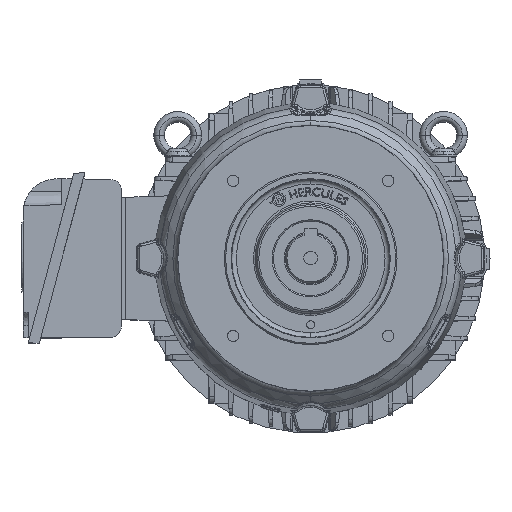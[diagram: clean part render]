
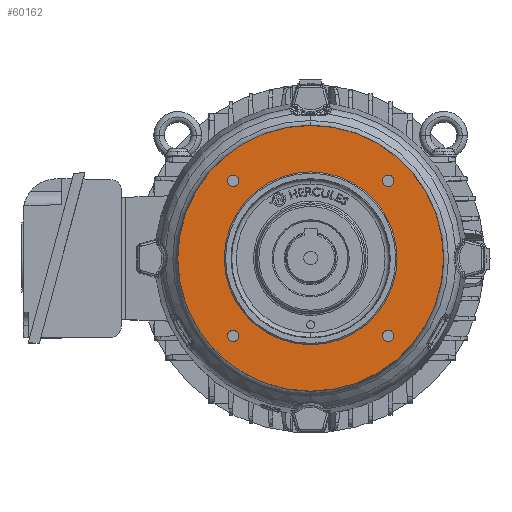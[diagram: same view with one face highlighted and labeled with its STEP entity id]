
A CAD part, top view. The second image highlights one B-rep face of the part: STEP entity #60162.
In plain terms, the highlighted planar face has unit normal (0, 0, 1).
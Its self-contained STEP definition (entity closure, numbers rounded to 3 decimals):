
#1652 = FACE_BOUND ( 'NONE', #78612, .T. ) ;
#1859 = VERTEX_POINT ( 'NONE', #21456 ) ;
#2357 = CARTESIAN_POINT ( 'NONE',  ( -65., 0., 62.5 ) ) ;
#3714 = ORIENTED_EDGE ( 'NONE', *, *, #22975, .F. ) ;
#3914 = CARTESIAN_POINT ( 'NONE',  ( 65., 0., 62.5 ) ) ;
#4998 = AXIS2_PLACEMENT_3D ( 'NONE', #60769, #9295, #22628 ) ;
#5900 = EDGE_CURVE ( 'NONE', #9736, #57674, #32193, .T. ) ;
#6397 = CARTESIAN_POINT ( 'NONE',  ( -54.086, -58.336, 62.5 ) ) ;
#6712 = AXIS2_PLACEMENT_3D ( 'NONE', #72501, #53146, #47148 ) ;
#6946 = EDGE_CURVE ( 'NONE', #80183, #11229, #77571, .T. ) ;
#7597 = CARTESIAN_POINT ( 'NONE',  ( 58.336, -58.336, 62.5 ) ) ;
#7675 = ORIENTED_EDGE ( 'NONE', *, *, #14646, .F. ) ;
#7792 = AXIS2_PLACEMENT_3D ( 'NONE', #43913, #70088, #50768 ) ;
#8311 = CARTESIAN_POINT ( 'NONE',  ( -58.336, -58.336, 62.5 ) ) ;
#8437 = DIRECTION ( 'NONE',  ( 1., 0., 0. ) ) ;
#9295 = DIRECTION ( 'NONE',  ( 0., 0., 1. ) ) ;
#9523 = DIRECTION ( 'NONE',  ( 1., 0., 0. ) ) ;
#9736 = VERTEX_POINT ( 'NONE', #2357 ) ;
#10856 = EDGE_CURVE ( 'NONE', #83219, #28194, #70515, .T. ) ;
#11229 = VERTEX_POINT ( 'NONE', #84259 ) ;
#11345 = CARTESIAN_POINT ( 'NONE',  ( 54.086, 58.336, 62.5 ) ) ;
#12220 = CARTESIAN_POINT ( 'NONE',  ( 62.586, 58.336, 62.5 ) ) ;
#13481 = CARTESIAN_POINT ( 'NONE',  ( 0., 99.97, 62.5 ) ) ;
#14646 = EDGE_CURVE ( 'NONE', #28194, #83219, #41263, .T. ) ;
#14978 = PLANE ( 'NONE',  #6712 ) ;
#14984 = AXIS2_PLACEMENT_3D ( 'NONE', #58126, #38427, #57284 ) ;
#15027 = CIRCLE ( 'NONE', #47876, 99.97 ) ;
#17064 = AXIS2_PLACEMENT_3D ( 'NONE', #26411, #32361, #65387 ) ;
#18851 = DIRECTION ( 'NONE',  ( 0., 0., 1. ) ) ;
#19699 = CARTESIAN_POINT ( 'NONE',  ( -58.336, 58.336, 62.5 ) ) ;
#20307 = CARTESIAN_POINT ( 'NONE',  ( 0., 0., 62.5 ) ) ;
#21135 = DIRECTION ( 'NONE',  ( -1., 0., 0. ) ) ;
#21230 = DIRECTION ( 'NONE',  ( 1., 0., 0. ) ) ;
#21456 = CARTESIAN_POINT ( 'NONE',  ( -62.586, -58.336, 62.5 ) ) ;
#22628 = DIRECTION ( 'NONE',  ( 1., 0., 0. ) ) ;
#22642 = EDGE_CURVE ( 'NONE', #61889, #1859, #56099, .T. ) ;
#22710 = CARTESIAN_POINT ( 'NONE',  ( 0., -99.97, 62.5 ) ) ;
#22975 = EDGE_CURVE ( 'NONE', #60282, #46724, #15027, .T. ) ;
#23177 = AXIS2_PLACEMENT_3D ( 'NONE', #65852, #33257, #59418 ) ;
#26411 = CARTESIAN_POINT ( 'NONE',  ( 58.336, -58.336, 62.5 ) ) ;
#28194 = VERTEX_POINT ( 'NONE', #35039 ) ;
#29239 = EDGE_LOOP ( 'NONE', ( #35539, #33529 ) ) ;
#30128 = CARTESIAN_POINT ( 'NONE',  ( -58.336, 58.336, 62.5 ) ) ;
#32137 = EDGE_LOOP ( 'NONE', ( #59052, #7675 ) ) ;
#32193 = CIRCLE ( 'NONE', #55503, 65. ) ;
#32361 = DIRECTION ( 'NONE',  ( 0., 0., 1. ) ) ;
#32579 = FACE_OUTER_BOUND ( 'NONE', #46284, .T. ) ;
#33257 = DIRECTION ( 'NONE',  ( 0., 0., 1. ) ) ;
#33272 = DIRECTION ( 'NONE',  ( 1., 0., 0. ) ) ;
#33529 = ORIENTED_EDGE ( 'NONE', *, *, #58187, .F. ) ;
#34082 = DIRECTION ( 'NONE',  ( 0., 0., 1. ) ) ;
#35039 = CARTESIAN_POINT ( 'NONE',  ( 54.086, -58.336, 62.5 ) ) ;
#35539 = ORIENTED_EDGE ( 'NONE', *, *, #22642, .F. ) ;
#36450 = AXIS2_PLACEMENT_3D ( 'NONE', #19699, #18851, #77648 ) ;
#37120 = EDGE_LOOP ( 'NONE', ( #83113, #53753 ) ) ;
#38427 = DIRECTION ( 'NONE',  ( 0., 0., -1. ) ) ;
#40371 = ORIENTED_EDGE ( 'NONE', *, *, #53858, .F. ) ;
#40717 = FACE_BOUND ( 'NONE', #29239, .T. ) ;
#41263 = CIRCLE ( 'NONE', #59076, 4.25 ) ;
#43465 = EDGE_CURVE ( 'NONE', #59384, #58301, #72139, .T. ) ;
#43913 = CARTESIAN_POINT ( 'NONE',  ( 58.336, 58.336, 62.5 ) ) ;
#46025 = DIRECTION ( 'NONE',  ( 0., 0., -1. ) ) ;
#46284 = EDGE_LOOP ( 'NONE', ( #3714, #56530 ) ) ;
#46724 = VERTEX_POINT ( 'NONE', #13481 ) ;
#47148 = DIRECTION ( 'NONE',  ( -1., 0., 0. ) ) ;
#47876 = AXIS2_PLACEMENT_3D ( 'NONE', #20307, #46025, #21135 ) ;
#48142 = CIRCLE ( 'NONE', #56356, 65. ) ;
#49666 = CARTESIAN_POINT ( 'NONE',  ( 62.586, -58.336, 62.5 ) ) ;
#50399 = ORIENTED_EDGE ( 'NONE', *, *, #75247, .F. ) ;
#50768 = DIRECTION ( 'NONE',  ( 1., 0., 0. ) ) ;
#51932 = CIRCLE ( 'NONE', #14984, 99.97 ) ;
#52506 = CARTESIAN_POINT ( 'NONE',  ( -62.586, 58.336, 62.5 ) ) ;
#53146 = DIRECTION ( 'NONE',  ( 0., 0., -1. ) ) ;
#53753 = ORIENTED_EDGE ( 'NONE', *, *, #5900, .F. ) ;
#53858 = EDGE_CURVE ( 'NONE', #11229, #80183, #66568, .T. ) ;
#55503 = AXIS2_PLACEMENT_3D ( 'NONE', #84427, #59863, #33272 ) ;
#55576 = ORIENTED_EDGE ( 'NONE', *, *, #43465, .F. ) ;
#55605 = CARTESIAN_POINT ( 'NONE',  ( 0., 0., 62.5 ) ) ;
#56099 = CIRCLE ( 'NONE', #62964, 4.25 ) ;
#56356 = AXIS2_PLACEMENT_3D ( 'NONE', #55605, #67212, #8437 ) ;
#56530 = ORIENTED_EDGE ( 'NONE', *, *, #84659, .F. ) ;
#57284 = DIRECTION ( 'NONE',  ( -1., 0., 0. ) ) ;
#57674 = VERTEX_POINT ( 'NONE', #3914 ) ;
#58126 = CARTESIAN_POINT ( 'NONE',  ( 0., 0., 62.5 ) ) ;
#58187 = EDGE_CURVE ( 'NONE', #1859, #61889, #60110, .T. ) ;
#58301 = VERTEX_POINT ( 'NONE', #11345 ) ;
#58809 = EDGE_LOOP ( 'NONE', ( #55576, #50399 ) ) ;
#59052 = ORIENTED_EDGE ( 'NONE', *, *, #10856, .F. ) ;
#59076 = AXIS2_PLACEMENT_3D ( 'NONE', #7597, #81312, #59083 ) ;
#59083 = DIRECTION ( 'NONE',  ( 1., 0., 0. ) ) ;
#59384 = VERTEX_POINT ( 'NONE', #12220 ) ;
#59418 = DIRECTION ( 'NONE',  ( 1., 0., 0. ) ) ;
#59688 = AXIS2_PLACEMENT_3D ( 'NONE', #30128, #67875, #9523 ) ;
#59863 = DIRECTION ( 'NONE',  ( 0., 0., 1. ) ) ;
#60110 = CIRCLE ( 'NONE', #23177, 4.25 ) ;
#60162 = ADVANCED_FACE ( 'NONE', ( #80234, #1652, #40717, #79806, #67284, #32579 ), #14978, .F. ) ;
#60282 = VERTEX_POINT ( 'NONE', #22710 ) ;
#60769 = CARTESIAN_POINT ( 'NONE',  ( 58.336, 58.336, 62.5 ) ) ;
#61889 = VERTEX_POINT ( 'NONE', #6397 ) ;
#62964 = AXIS2_PLACEMENT_3D ( 'NONE', #8311, #34082, #21230 ) ;
#65387 = DIRECTION ( 'NONE',  ( 1., 0., 0. ) ) ;
#65852 = CARTESIAN_POINT ( 'NONE',  ( -58.336, -58.336, 62.5 ) ) ;
#65881 = EDGE_CURVE ( 'NONE', #57674, #9736, #48142, .T. ) ;
#66568 = CIRCLE ( 'NONE', #36450, 4.25 ) ;
#67212 = DIRECTION ( 'NONE',  ( 0., 0., 1. ) ) ;
#67284 = FACE_BOUND ( 'NONE', #37120, .T. ) ;
#67875 = DIRECTION ( 'NONE',  ( 0., 0., 1. ) ) ;
#69408 = CIRCLE ( 'NONE', #7792, 4.25 ) ;
#70088 = DIRECTION ( 'NONE',  ( 0., 0., 1. ) ) ;
#70515 = CIRCLE ( 'NONE', #17064, 4.25 ) ;
#72139 = CIRCLE ( 'NONE', #4998, 4.25 ) ;
#72501 = CARTESIAN_POINT ( 'NONE',  ( 0., 0., 62.5 ) ) ;
#75247 = EDGE_CURVE ( 'NONE', #58301, #59384, #69408, .T. ) ;
#77571 = CIRCLE ( 'NONE', #59688, 4.25 ) ;
#77648 = DIRECTION ( 'NONE',  ( 1., 0., 0. ) ) ;
#78612 = EDGE_LOOP ( 'NONE', ( #40371, #78945 ) ) ;
#78945 = ORIENTED_EDGE ( 'NONE', *, *, #6946, .F. ) ;
#79806 = FACE_BOUND ( 'NONE', #32137, .T. ) ;
#80183 = VERTEX_POINT ( 'NONE', #52506 ) ;
#80234 = FACE_BOUND ( 'NONE', #58809, .T. ) ;
#81312 = DIRECTION ( 'NONE',  ( 0., 0., 1. ) ) ;
#83113 = ORIENTED_EDGE ( 'NONE', *, *, #65881, .F. ) ;
#83219 = VERTEX_POINT ( 'NONE', #49666 ) ;
#84259 = CARTESIAN_POINT ( 'NONE',  ( -54.086, 58.336, 62.5 ) ) ;
#84427 = CARTESIAN_POINT ( 'NONE',  ( 0., 0., 62.5 ) ) ;
#84659 = EDGE_CURVE ( 'NONE', #46724, #60282, #51932, .T. ) ;
